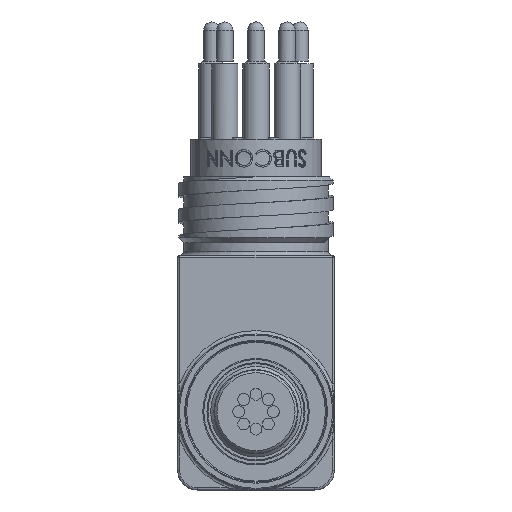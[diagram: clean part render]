
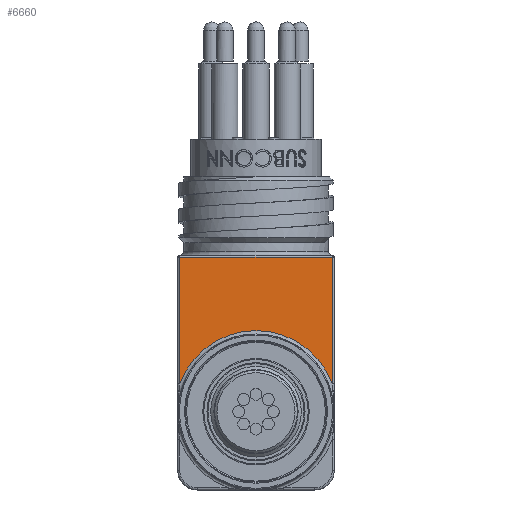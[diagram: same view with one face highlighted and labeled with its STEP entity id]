
A CAD part, front view. The second image highlights one B-rep face of the part: STEP entity #6660.
In plain terms, the highlighted planar face has unit normal (0, -1, 0).
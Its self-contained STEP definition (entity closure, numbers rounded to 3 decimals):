
#285=PLANE('',#7197);
#475=FACE_OUTER_BOUND('',#861,.T.);
#861=EDGE_LOOP('',(#4637,#4638,#4639,#4640));
#1284=CIRCLE('',#7129,9.868);
#1761=LINE('',#9934,#2162);
#1765=LINE('',#9956,#2166);
#1769=LINE('',#10075,#2170);
#2162=VECTOR('',#7802,1000.);
#2166=VECTOR('',#7828,1000.);
#2170=VECTOR('',#7858,1000.);
#2632=VERTEX_POINT('',#9906);
#2636=VERTEX_POINT('',#9930);
#2643=VERTEX_POINT('',#9952);
#2654=VERTEX_POINT('',#10071);
#3330=EDGE_CURVE('',#2636,#2632,#1761,.T.);
#3341=EDGE_CURVE('',#2643,#2636,#1765,.T.);
#3358=EDGE_CURVE('',#2654,#2643,#1769,.T.);
#3395=EDGE_CURVE('',#2632,#2654,#1284,.T.);
#4637=ORIENTED_EDGE('',*,*,#3341,.T.);
#4638=ORIENTED_EDGE('',*,*,#3330,.T.);
#4639=ORIENTED_EDGE('',*,*,#3395,.T.);
#4640=ORIENTED_EDGE('',*,*,#3358,.T.);
#6660=ADVANCED_FACE('',(#475),#285,.F.);
#7129=AXIS2_PLACEMENT_3D('',#10351,#7919,#7920);
#7197=AXIS2_PLACEMENT_3D('',#10941,#8068,#8069);
#7802=DIRECTION('',(0.,0.,-1.));
#7828=DIRECTION('',(-1.,0.,0.));
#7858=DIRECTION('',(0.,0.,1.));
#7919=DIRECTION('center_axis',(0.,1.,0.));
#7920=DIRECTION('ref_axis',(1.,0.,0.));
#8068=DIRECTION('center_axis',(0.,1.,0.));
#8069=DIRECTION('ref_axis',(1.,0.,0.));
#9906=CARTESIAN_POINT('',(0.254,-19.05,-25.195));
#9930=CARTESIAN_POINT('',(0.254,-19.05,-9.779));
#9934=CARTESIAN_POINT('',(0.254,-19.05,-25.996));
#9952=CARTESIAN_POINT('',(18.796,-19.05,-9.779));
#9956=CARTESIAN_POINT('',(0.,-19.05,-9.779));
#10071=CARTESIAN_POINT('',(18.796,-19.05,-25.195));
#10075=CARTESIAN_POINT('',(18.796,-19.05,0.));
#10351=CARTESIAN_POINT('Origin',(9.525,-19.05,-28.575));
#10941=CARTESIAN_POINT('Origin',(19.05,-19.05,0.));
